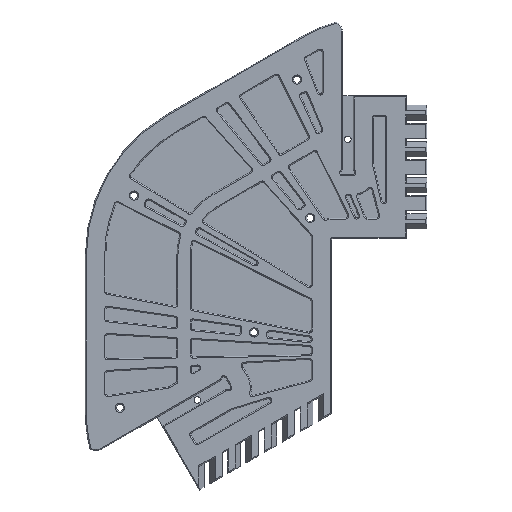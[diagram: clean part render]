
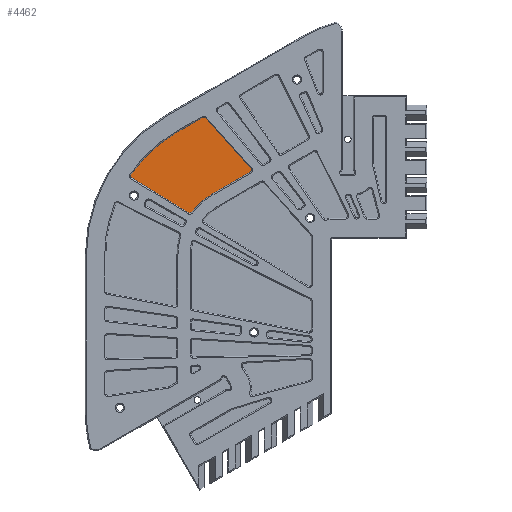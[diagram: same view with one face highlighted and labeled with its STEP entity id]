
A CAD part, top view. The second image highlights one B-rep face of the part: STEP entity #4462.
In plain terms, the highlighted planar face has unit normal (0, 0, 1).
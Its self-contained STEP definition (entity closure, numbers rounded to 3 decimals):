
#373 = CARTESIAN_POINT ( 'NONE',  ( -99.706, 172.696, 0.6 ) ) ;
#709 = VECTOR ( 'NONE', #24813, 1000. ) ;
#767 = DIRECTION ( 'NONE',  ( -1., 0., 0. ) ) ;
#1226 = CARTESIAN_POINT ( 'NONE',  ( -11.015, 183.491, 0.6 ) ) ;
#1635 = DIRECTION ( 'NONE',  ( -1., 0., 0. ) ) ;
#2415 = AXIS2_PLACEMENT_3D ( 'NONE', #2953, #2560, #767 ) ;
#2560 = DIRECTION ( 'NONE',  ( 0., 0., -1. ) ) ;
#2623 = DIRECTION ( 'NONE',  ( 0., 0., 1. ) ) ;
#2875 = EDGE_CURVE ( 'NONE', #15022, #17079, #22642, .T. ) ;
#2953 = CARTESIAN_POINT ( 'NONE',  ( -11.015, 183.491, 0.6 ) ) ;
#2972 = EDGE_CURVE ( 'NONE', #17159, #14261, #10174, .T. ) ;
#3942 = EDGE_CURVE ( 'NONE', #17159, #15022, #23175, .T. ) ;
#3943 = CARTESIAN_POINT ( 'NONE',  ( 80.16, 130.542, 0.6 ) ) ;
#4462 = ADVANCED_FACE ( 'NONE', ( #6084 ), #20888, .F. ) ;
#4946 = EDGE_CURVE ( 'NONE', #11897, #10689, #20626, .T. ) ;
#4954 = ORIENTED_EDGE ( 'NONE', *, *, #2875, .T. ) ;
#5159 = ORIENTED_EDGE ( 'NONE', *, *, #23970, .T. ) ;
#5634 = DIRECTION ( 'NONE',  ( -1., 0., 0. ) ) ;
#6084 = FACE_OUTER_BOUND ( 'NONE', #6218, .T. ) ;
#6218 = EDGE_LOOP ( 'NONE', ( #22222, #5159, #15179, #12011, #4954, #21025, #6899, #12300, #17121, #18369 ) ) ;
#6288 = VECTOR ( 'NONE', #12076, 1000. ) ;
#6899 = ORIENTED_EDGE ( 'NONE', *, *, #4946, .T. ) ;
#8568 = LINE ( 'NONE', #21199, #15503 ) ;
#8630 = CARTESIAN_POINT ( 'NONE',  ( -46.013, 244.111, 0.6 ) ) ;
#9668 = VECTOR ( 'NONE', #12219, 1000. ) ;
#10013 = CARTESIAN_POINT ( 'NONE',  ( -85.776, 94.665, 0.6 ) ) ;
#10174 = LINE ( 'NONE', #3943, #9668 ) ;
#10279 = CIRCLE ( 'NONE', #18968, 1. ) ;
#10344 = CARTESIAN_POINT ( 'NONE',  ( -9.75, 224.633, 0.6 ) ) ;
#10643 = CIRCLE ( 'NONE', #2415, 69.997 ) ;
#10689 = VERTEX_POINT ( 'NONE', #14967 ) ;
#10893 = DIRECTION ( 'NONE',  ( -1., 0., 0. ) ) ;
#11420 = DIRECTION ( 'NONE',  ( 0., 0., 1. ) ) ;
#11438 = DIRECTION ( 'NONE',  ( -1., 0., 0. ) ) ;
#11528 = CIRCLE ( 'NONE', #21945, 1. ) ;
#11873 = DIRECTION ( 'NONE',  ( 0., 0., 1. ) ) ;
#11897 = VERTEX_POINT ( 'NONE', #10344 ) ;
#12011 = ORIENTED_EDGE ( 'NONE', *, *, #3942, .T. ) ;
#12076 = DIRECTION ( 'NONE',  ( -0.866, -0.5, 0. ) ) ;
#12207 = EDGE_CURVE ( 'NONE', #17474, #16289, #13963, .T. ) ;
#12219 = DIRECTION ( 'NONE',  ( -0.852, 0.523, 0. ) ) ;
#12300 = ORIENTED_EDGE ( 'NONE', *, *, #25990, .F. ) ;
#12462 = LINE ( 'NONE', #373, #709 ) ;
#13210 = DIRECTION ( 'NONE',  ( 0., 0., 1. ) ) ;
#13744 = EDGE_CURVE ( 'NONE', #11897, #17079, #12462, .T. ) ;
#13963 = LINE ( 'NONE', #24424, #6288 ) ;
#14091 = DIRECTION ( 'NONE',  ( -1., 0., 0. ) ) ;
#14261 = VERTEX_POINT ( 'NONE', #22551 ) ;
#14967 = CARTESIAN_POINT ( 'NONE',  ( -9.506, 226.167, 0.6 ) ) ;
#15022 = VERTEX_POINT ( 'NONE', #21805 ) ;
#15179 = ORIENTED_EDGE ( 'NONE', *, *, #2972, .F. ) ;
#15503 = VECTOR ( 'NONE', #23618, 1000. ) ;
#15705 = CARTESIAN_POINT ( 'NONE',  ( -32.046, 251.259, 0.6 ) ) ;
#16211 = CARTESIAN_POINT ( 'NONE',  ( -67.855, 222.604, 0.6 ) ) ;
#16289 = VERTEX_POINT ( 'NONE', #8630 ) ;
#16407 = DIRECTION ( 'NONE',  ( 0., 0., -1. ) ) ;
#17079 = VERTEX_POINT ( 'NONE', #23787 ) ;
#17121 = ORIENTED_EDGE ( 'NONE', *, *, #17752, .T. ) ;
#17159 = VERTEX_POINT ( 'NONE', #22264 ) ;
#17474 = VERTEX_POINT ( 'NONE', #21311 ) ;
#17529 = CARTESIAN_POINT ( 'NONE',  ( -10.25, 225.499, 0.6 ) ) ;
#17544 = AXIS2_PLACEMENT_3D ( 'NONE', #10013, #16407, #14091 ) ;
#17564 = AXIS2_PLACEMENT_3D ( 'NONE', #17529, #11420, #23920 ) ;
#17752 = EDGE_CURVE ( 'NONE', #20453, #17474, #10279, .T. ) ;
#17876 = AXIS2_PLACEMENT_3D ( 'NONE', #1226, #24185, #1635 ) ;
#18369 = ORIENTED_EDGE ( 'NONE', *, *, #12207, .T. ) ;
#18395 = AXIS2_PLACEMENT_3D ( 'NONE', #25290, #2623, #10893 ) ;
#18968 = AXIS2_PLACEMENT_3D ( 'NONE', #23534, #13210, #11438 ) ;
#20453 = VERTEX_POINT ( 'NONE', #15705 ) ;
#20626 = CIRCLE ( 'NONE', #17564, 1. ) ;
#20888 = PLANE ( 'NONE',  #17544 ) ;
#21025 = ORIENTED_EDGE ( 'NONE', *, *, #13744, .F. ) ;
#21199 = CARTESIAN_POINT ( 'NONE',  ( 107.176, 96.278, 0.6 ) ) ;
#21311 = CARTESIAN_POINT ( 'NONE',  ( -33.29, 251.457, 0.6 ) ) ;
#21805 = CARTESIAN_POINT ( 'NONE',  ( -38.864, 204.686, 0.6 ) ) ;
#21943 = EDGE_CURVE ( 'NONE', #25478, #16289, #10643, .T. ) ;
#21945 = AXIS2_PLACEMENT_3D ( 'NONE', #16211, #11873, #5634 ) ;
#22222 = ORIENTED_EDGE ( 'NONE', *, *, #21943, .F. ) ;
#22264 = CARTESIAN_POINT ( 'NONE',  ( -40.183, 204.439, 0.6 ) ) ;
#22551 = CARTESIAN_POINT ( 'NONE',  ( -68.378, 221.752, 0.6 ) ) ;
#22642 = CIRCLE ( 'NONE', #17876, 34.997 ) ;
#23175 = CIRCLE ( 'NONE', #18395, 1. ) ;
#23534 = CARTESIAN_POINT ( 'NONE',  ( -32.79, 250.591, 0.6 ) ) ;
#23618 = DIRECTION ( 'NONE',  ( 0.668, -0.744, 0. ) ) ;
#23787 = CARTESIAN_POINT ( 'NONE',  ( -28.513, 213.8, 0.6 ) ) ;
#23920 = DIRECTION ( 'NONE',  ( -1., 0., 0. ) ) ;
#23970 = EDGE_CURVE ( 'NONE', #25478, #14261, #11528, .T. ) ;
#24185 = DIRECTION ( 'NONE',  ( 0., 0., -1. ) ) ;
#24424 = CARTESIAN_POINT ( 'NONE',  ( -117.206, 203.007, 0.6 ) ) ;
#24813 = DIRECTION ( 'NONE',  ( -0.866, -0.5, 0. ) ) ;
#25290 = CARTESIAN_POINT ( 'NONE',  ( -39.66, 205.291, 0.6 ) ) ;
#25478 = VERTEX_POINT ( 'NONE', #26118 ) ;
#25990 = EDGE_CURVE ( 'NONE', #20453, #10689, #8568, .T. ) ;
#26118 = CARTESIAN_POINT ( 'NONE',  ( -68.679, 223.171, 0.6 ) ) ;
